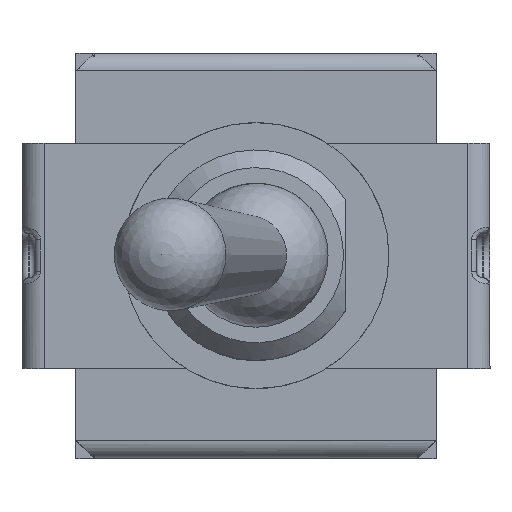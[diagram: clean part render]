
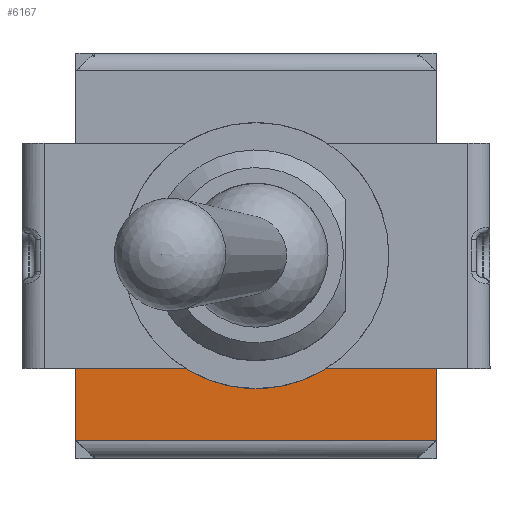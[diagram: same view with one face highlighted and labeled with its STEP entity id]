
A CAD part, top view. The second image highlights one B-rep face of the part: STEP entity #6167.
In plain terms, the highlighted planar face has unit normal (0, 0, 1).
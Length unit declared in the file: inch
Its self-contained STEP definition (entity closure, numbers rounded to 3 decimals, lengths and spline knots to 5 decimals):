
#641=FACE_OUTER_BOUND('',#995,.T.);
#995=EDGE_LOOP('',(#5162,#5163,#5164,#5165,#5166,#5167));
#1311=LINE('',#9766,#1907);
#1572=LINE('',#11597,#2168);
#1574=LINE('',#11603,#2170);
#1577=LINE('',#11608,#2173);
#1578=LINE('',#11610,#2174);
#1579=LINE('',#11611,#2175);
#1907=VECTOR('',#7398,0.3937);
#2168=VECTOR('',#8059,0.3937);
#2170=VECTOR('',#8065,0.3937);
#2173=VECTOR('',#8070,0.3937);
#2174=VECTOR('',#8071,0.3937);
#2175=VECTOR('',#8072,0.3937);
#2384=VERTEX_POINT('',#8537);
#2545=VERTEX_POINT('',#9710);
#2836=VERTEX_POINT('',#11594);
#2837=VERTEX_POINT('',#11596);
#2839=VERTEX_POINT('',#11602);
#2841=VERTEX_POINT('',#11609);
#3239=EDGE_CURVE('',#2384,#2545,#1311,.T.);
#3649=EDGE_CURVE('',#2836,#2837,#1572,.T.);
#3652=EDGE_CURVE('',#2837,#2839,#1574,.T.);
#3655=EDGE_CURVE('',#2839,#2545,#1577,.T.);
#3656=EDGE_CURVE('',#2841,#2836,#1578,.T.);
#3657=EDGE_CURVE('',#2384,#2841,#1579,.T.);
#5162=ORIENTED_EDGE('',*,*,#3239,.T.);
#5163=ORIENTED_EDGE('',*,*,#3655,.F.);
#5164=ORIENTED_EDGE('',*,*,#3652,.F.);
#5165=ORIENTED_EDGE('',*,*,#3649,.F.);
#5166=ORIENTED_EDGE('',*,*,#3656,.F.);
#5167=ORIENTED_EDGE('',*,*,#3657,.F.);
#5833=PLANE('',#6716);
#6167=ADVANCED_FACE('',(#641),#5833,.T.);
#6716=AXIS2_PLACEMENT_3D('',#11607,#8068,#8069);
#7398=DIRECTION('',(-1.,0.,0.));
#8059=DIRECTION('',(-1.,0.,0.));
#8065=DIRECTION('',(-0.707,0.707,0.));
#8068=DIRECTION('center_axis',(0.,0.,
1.));
#8069=DIRECTION('ref_axis',(1.,0.,0.));
#8070=DIRECTION('',(0.,1.,0.));
#8071=DIRECTION('',(-0.707,-0.707,0.));
#8072=DIRECTION('',(0.,-1.,0.));
#8537=CARTESIAN_POINT('',(0.16004,-0.1,0.28858));
#9710=CARTESIAN_POINT('',(-0.16004,-0.1,0.28858));
#9766=CARTESIAN_POINT('',(0.10394,-0.1,0.28858));
#11594=CARTESIAN_POINT('',(0.15965,-0.16417,0.28858));
#11596=CARTESIAN_POINT('',(-0.15965,-0.16417,0.28858));
#11597=CARTESIAN_POINT('',(0.08002,-0.16417,0.28858));
#11602=CARTESIAN_POINT('',(-0.16004,-0.16378,0.28858));
#11603=CARTESIAN_POINT('',(-0.15694,-0.16688,0.28858));
#11607=CARTESIAN_POINT('Origin',(0.,0.,
0.28858));
#11608=CARTESIAN_POINT('',(-0.16004,-0.17992,0.28858));
#11609=CARTESIAN_POINT('',(0.16004,-0.16378,0.28858));
#11610=CARTESIAN_POINT('',(0.15694,-0.16688,0.28858));
#11611=CARTESIAN_POINT('',(0.16004,0.17992,0.28858));
